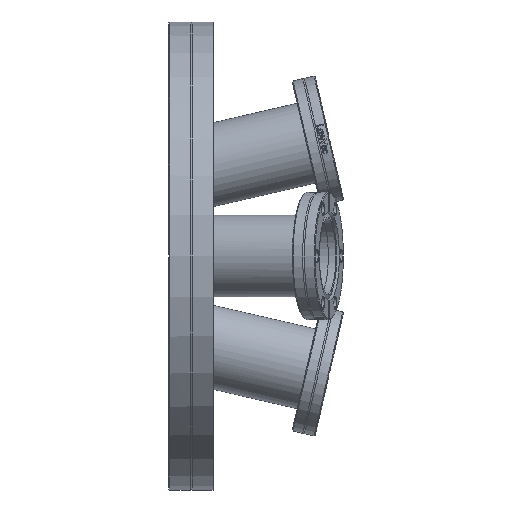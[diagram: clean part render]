
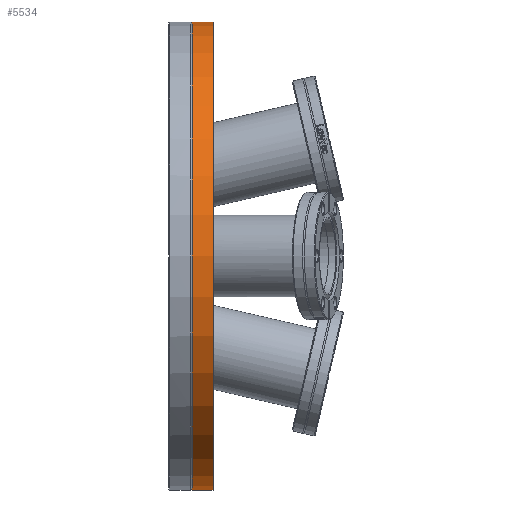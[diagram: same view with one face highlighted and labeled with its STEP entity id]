
A CAD part, left-side view. The second image highlights one B-rep face of the part: STEP entity #5534.
In plain terms, the highlighted cylindrical face has radius 127 mm (diameter 254 mm), a full revolution.
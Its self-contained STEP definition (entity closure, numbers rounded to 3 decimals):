
#563=CIRCLE('',#5946,127.);
#564=CIRCLE('',#5947,127.);
#590=CIRCLE('',#5975,127.);
#591=CIRCLE('',#5976,127.);
#592=CIRCLE('',#5977,127.);
#899=FACE_OUTER_BOUND('',#1240,.T.);
#1240=EDGE_LOOP('',(#3796,#3797,#3798,#3799,#3800,#3801,#3802));
#1611=LINE('',#7960,#1934);
#1934=VECTOR('',#6574,127.);
#2312=VERTEX_POINT('',#7897);
#2313=VERTEX_POINT('',#7898);
#2339=VERTEX_POINT('',#7954);
#2340=VERTEX_POINT('',#7955);
#2341=VERTEX_POINT('',#7957);
#2889=EDGE_CURVE('',#2312,#2313,#563,.T.);
#2890=EDGE_CURVE('',#2313,#2312,#564,.T.);
#2917=EDGE_CURVE('',#2339,#2340,#590,.T.);
#2918=EDGE_CURVE('',#2341,#2339,#591,.T.);
#2919=EDGE_CURVE('',#2340,#2341,#592,.T.);
#2920=EDGE_CURVE('',#2340,#2313,#1611,.T.);
#3796=ORIENTED_EDGE('',*,*,#2917,.F.);
#3797=ORIENTED_EDGE('',*,*,#2918,.F.);
#3798=ORIENTED_EDGE('',*,*,#2919,.F.);
#3799=ORIENTED_EDGE('',*,*,#2920,.T.);
#3800=ORIENTED_EDGE('',*,*,#2889,.F.);
#3801=ORIENTED_EDGE('',*,*,#2890,.F.);
#3802=ORIENTED_EDGE('',*,*,#2920,.F.);
#5468=CYLINDRICAL_SURFACE('',#5974,127.);
#5534=ADVANCED_FACE('',(#899),#5468,.T.);
#5946=AXIS2_PLACEMENT_3D('',#7899,#6509,#6510);
#5947=AXIS2_PLACEMENT_3D('',#7900,#6511,#6512);
#5974=AXIS2_PLACEMENT_3D('',#7953,#6566,#6567);
#5975=AXIS2_PLACEMENT_3D('',#7956,#6568,#6569);
#5976=AXIS2_PLACEMENT_3D('',#7958,#6570,#6571);
#5977=AXIS2_PLACEMENT_3D('',#7959,#6572,#6573);
#6509=DIRECTION('center_axis',(0.,-1.,0.));
#6510=DIRECTION('ref_axis',(1.,0.,0.));
#6511=DIRECTION('center_axis',(0.,-1.,0.));
#6512=DIRECTION('ref_axis',(1.,0.,0.));
#6566=DIRECTION('center_axis',(0.,1.,0.));
#6567=DIRECTION('ref_axis',(-1.,0.,0.));
#6568=DIRECTION('center_axis',(0.,1.,0.));
#6569=DIRECTION('ref_axis',(1.,0.,0.));
#6570=DIRECTION('center_axis',(0.,1.,0.));
#6571=DIRECTION('ref_axis',(1.,0.,0.));
#6572=DIRECTION('center_axis',(0.,1.,0.));
#6573=DIRECTION('ref_axis',(1.,0.,0.));
#6574=DIRECTION('',(0.,-1.,0.));
#7897=CARTESIAN_POINT('',(-127.,0.5,0.));
#7898=CARTESIAN_POINT('',(127.,0.5,0.));
#7899=CARTESIAN_POINT('Origin',(0.,0.5,0.));
#7900=CARTESIAN_POINT('Origin',(0.,0.5,0.));
#7953=CARTESIAN_POINT('Origin',(0.,5.906,0.));
#7954=CARTESIAN_POINT('',(-127.,11.813,0.));
#7955=CARTESIAN_POINT('',(127.,11.813,0.));
#7956=CARTESIAN_POINT('Origin',(0.,11.813,0.));
#7957=CARTESIAN_POINT('',(0.,11.813,-127.));
#7958=CARTESIAN_POINT('Origin',(0.,11.813,0.));
#7959=CARTESIAN_POINT('Origin',(0.,11.813,0.));
#7960=CARTESIAN_POINT('',(127.,5.906,0.));
